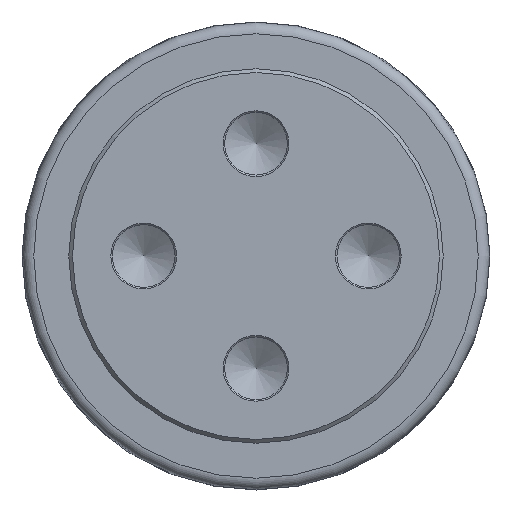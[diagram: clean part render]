
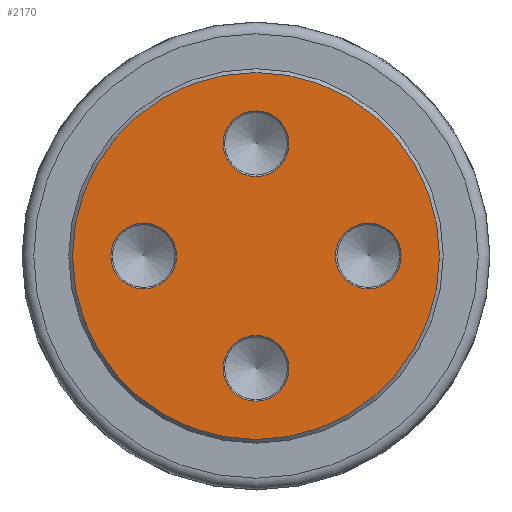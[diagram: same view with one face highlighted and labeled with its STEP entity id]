
A CAD part, left-side view. The second image highlights one B-rep face of the part: STEP entity #2170.
In plain terms, the highlighted planar face has unit normal (-1, 0, 0).
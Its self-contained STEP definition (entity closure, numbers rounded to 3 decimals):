
#76=FACE_BOUND('',#413,.T.);
#77=FACE_BOUND('',#414,.T.);
#78=FACE_BOUND('',#415,.T.);
#79=FACE_BOUND('',#416,.T.);
#124=PLANE('',#2462);
#260=FACE_OUTER_BOUND('',#412,.T.);
#412=EDGE_LOOP('',(#1925));
#413=EDGE_LOOP('',(#1926));
#414=EDGE_LOOP('',(#1927));
#415=EDGE_LOOP('',(#1928));
#416=EDGE_LOOP('',(#1929));
#809=CIRCLE('',#2459,4.388);
#812=CIRCLE('',#2463,24.5);
#813=CIRCLE('',#2464,4.388);
#814=CIRCLE('',#2465,4.388);
#815=CIRCLE('',#2466,4.388);
#1032=VERTEX_POINT('',#4222);
#1035=VERTEX_POINT('',#4230);
#1036=VERTEX_POINT('',#4232);
#1037=VERTEX_POINT('',#4234);
#1038=VERTEX_POINT('',#4236);
#1336=EDGE_CURVE('',#1032,#1032,#809,.T.);
#1340=EDGE_CURVE('',#1035,#1035,#812,.T.);
#1341=EDGE_CURVE('',#1036,#1036,#813,.T.);
#1342=EDGE_CURVE('',#1037,#1037,#814,.T.);
#1343=EDGE_CURVE('',#1038,#1038,#815,.T.);
#1925=ORIENTED_EDGE('',*,*,#1340,.F.);
#1926=ORIENTED_EDGE('',*,*,#1341,.F.);
#1927=ORIENTED_EDGE('',*,*,#1342,.F.);
#1928=ORIENTED_EDGE('',*,*,#1343,.F.);
#1929=ORIENTED_EDGE('',*,*,#1336,.F.);
#2170=ADVANCED_FACE('',(#260,#76,#77,#78,#79),#124,.T.);
#2459=AXIS2_PLACEMENT_3D('',#4223,#3099,#3100);
#2462=AXIS2_PLACEMENT_3D('',#4229,#3106,#3107);
#2463=AXIS2_PLACEMENT_3D('',#4231,#3108,#3109);
#2464=AXIS2_PLACEMENT_3D('',#4233,#3110,#3111);
#2465=AXIS2_PLACEMENT_3D('',#4235,#3112,#3113);
#2466=AXIS2_PLACEMENT_3D('',#4237,#3114,#3115);
#3099=DIRECTION('center_axis',(-1.,0.,0.));
#3100=DIRECTION('ref_axis',(0.,0.,1.));
#3106=DIRECTION('center_axis',(-1.,0.,0.));
#3107=DIRECTION('ref_axis',(0.,0.,-1.));
#3108=DIRECTION('center_axis',(1.,0.,0.));
#3109=DIRECTION('ref_axis',(0.,1.,0.));
#3110=DIRECTION('center_axis',(-1.,0.,0.));
#3111=DIRECTION('ref_axis',(0.,0.,1.));
#3112=DIRECTION('center_axis',(-1.,0.,0.));
#3113=DIRECTION('ref_axis',(0.,0.,1.));
#3114=DIRECTION('center_axis',(-1.,0.,0.));
#3115=DIRECTION('ref_axis',(0.,0.,1.));
#4222=CARTESIAN_POINT('',(0.,-15.,-4.388));
#4223=CARTESIAN_POINT('Origin',(0.,-15.,0.));
#4229=CARTESIAN_POINT('Origin',(0.,-12.5,0.));
#4230=CARTESIAN_POINT('',(0.,-24.5,0.));
#4231=CARTESIAN_POINT('Origin',(0.,0.,0.));
#4232=CARTESIAN_POINT('',(0.,0.,10.612));
#4233=CARTESIAN_POINT('Origin',(0.,0.,15.));
#4234=CARTESIAN_POINT('',(0.,0.,-19.388));
#4235=CARTESIAN_POINT('Origin',(0.,0.,-15.));
#4236=CARTESIAN_POINT('',(0.,15.,-4.388));
#4237=CARTESIAN_POINT('Origin',(0.,15.,0.));
